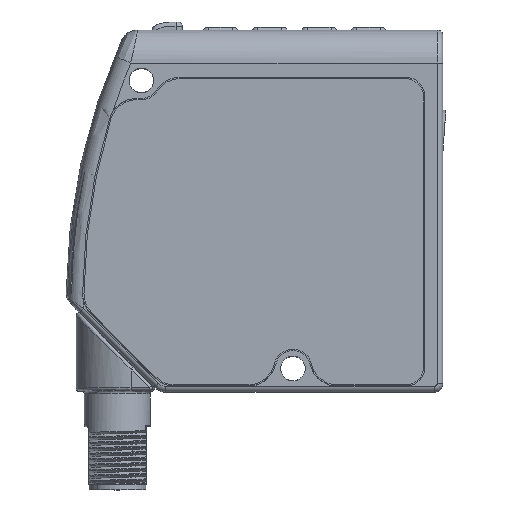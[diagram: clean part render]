
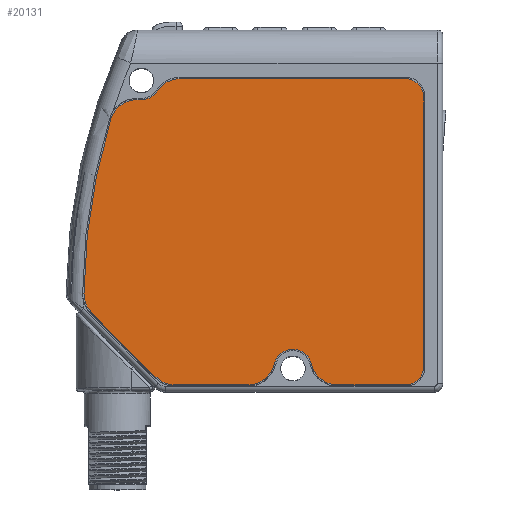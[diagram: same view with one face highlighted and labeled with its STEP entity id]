
A CAD part, top view. The second image highlights one B-rep face of the part: STEP entity #20131.
In plain terms, the highlighted planar face has unit normal (0, 0, 1).
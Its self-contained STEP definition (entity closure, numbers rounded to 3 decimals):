
#4564=CARTESIAN_POINT('',(-31.641,-15.112,19.));
#4565=DIRECTION('',(0.,0.,1.));
#4566=DIRECTION('',(-1.,0.009,0.));
#4567=AXIS2_PLACEMENT_3D('',#4564,#4565,#4566);
#4569=CARTESIAN_POINT('',(75.201,-16.03,19.));
#4570=DIRECTION('',(0.,0.,1.));
#4571=DIRECTION('',(-0.956,0.294,0.));
#4572=AXIS2_PLACEMENT_3D('',#4569,#4570,#4571);
#4574=CARTESIAN_POINT('',(-26.933,15.35,19.));
#4575=DIRECTION('',(0.,0.,1.));
#4576=DIRECTION('',(0.,1.,0.));
#4577=AXIS2_PLACEMENT_3D('',#4574,#4575,#4576);
#4579=DIRECTION('',(-1.,0.,0.));
#4580=VECTOR('',#4579,0.808);
#4581=CARTESIAN_POINT('',(-26.125,20.3,19.));
#4582=LINE('',#4581,#4580);
#4583=CARTESIAN_POINT('',(-26.125,23.8,19.));
#4584=DIRECTION('',(0.,0.,-1.));
#4585=DIRECTION('',(0.839,-0.544,0.));
#4586=AXIS2_PLACEMENT_3D('',#4583,#4584,#4585);
#4588=CARTESIAN_POINT('',(-19.037,19.2,19.));
#4589=DIRECTION('',(0.,0.,1.));
#4590=DIRECTION('',(0.,1.,0.));
#4591=AXIS2_PLACEMENT_3D('',#4588,#4589,#4590);
#4593=DIRECTION('',(-1.,0.,0.));
#4594=VECTOR('',#4593,41.062);
#4595=CARTESIAN_POINT('',(22.025,24.15,19.));
#4596=LINE('',#4595,#4594);
#4597=CARTESIAN_POINT('',(22.025,20.8,19.));
#4598=DIRECTION('',(0.,0.,1.));
#4599=DIRECTION('',(1.,0.,0.));
#4600=AXIS2_PLACEMENT_3D('',#4597,#4598,#4599);
#4602=DIRECTION('',(0.,1.,0.));
#4603=VECTOR('',#4602,49.2);
#4604=CARTESIAN_POINT('',(25.375,-28.4,19.));
#4605=LINE('',#4604,#4603);
#4606=CARTESIAN_POINT('',(22.025,-28.4,19.));
#4607=DIRECTION('',(0.,0.,1.));
#4608=DIRECTION('',(0.,-1.,0.));
#4609=AXIS2_PLACEMENT_3D('',#4606,#4607,#4608);
#4611=DIRECTION('',(1.,0.,0.));
#4612=VECTOR('',#4611,12.278);
#4613=CARTESIAN_POINT('',(9.747,-31.75,19.));
#4614=LINE('',#4613,#4612);
#4615=CARTESIAN_POINT('',(9.747,-26.8,19.));
#4616=DIRECTION('',(0.,0.,1.));
#4617=DIRECTION('',(-0.973,-0.231,0.));
#4618=AXIS2_PLACEMENT_3D('',#4615,#4616,#4617);
#4620=CARTESIAN_POINT('',(1.525,-28.75,19.));
#4621=DIRECTION('',(0.,0.,-1.));
#4622=DIRECTION('',(-0.973,0.231,0.));
#4623=AXIS2_PLACEMENT_3D('',#4620,#4621,#4622);
#4625=CARTESIAN_POINT('',(-6.697,-26.8,19.));
#4626=DIRECTION('',(0.,0.,1.));
#4627=DIRECTION('',(0.,-1.,0.));
#4628=AXIS2_PLACEMENT_3D('',#4625,#4626,#4627);
#4630=DIRECTION('',(1.,0.,0.));
#4631=VECTOR('',#4630,13.256);
#4632=CARTESIAN_POINT('',(-19.953,-31.75,19.));
#4633=LINE('',#4632,#4631);
#4634=CARTESIAN_POINT('',(-19.953,-26.8,19.));
#4635=DIRECTION('',(0.,0.,1.));
#4636=DIRECTION('',(-0.707,-0.707,0.));
#4637=AXIS2_PLACEMENT_3D('',#4634,#4635,#4636);
#4639=DIRECTION('',(0.707,-0.707,0.));
#4640=VECTOR('',#4639,16.529);
#4641=CARTESIAN_POINT('',(-35.141,-18.612,19.));
#4642=LINE('',#4641,#4640);
#12226=CARTESIAN_POINT('',(-36.591,-15.069,19.));
#12227=CARTESIAN_POINT('',(-35.141,-18.612,19.));
#12228=VERTEX_POINT('',#12226);
#12229=VERTEX_POINT('',#12227);
#12230=CARTESIAN_POINT('',(-23.453,-30.3,19.));
#12231=VERTEX_POINT('',#12230);
#12232=CARTESIAN_POINT('',(-19.953,-31.75,19.));
#12233=VERTEX_POINT('',#12232);
#12234=CARTESIAN_POINT('',(-6.697,-31.75,19.));
#12235=VERTEX_POINT('',#12234);
#12236=CARTESIAN_POINT('',(-1.881,-27.942,19.));
#12237=VERTEX_POINT('',#12236);
#12238=CARTESIAN_POINT('',(4.931,-27.942,19.));
#12239=VERTEX_POINT('',#12238);
#12240=CARTESIAN_POINT('',(9.747,-31.75,19.));
#12241=VERTEX_POINT('',#12240);
#12242=CARTESIAN_POINT('',(22.025,-31.75,19.));
#12243=VERTEX_POINT('',#12242);
#12244=CARTESIAN_POINT('',(25.375,-28.4,19.));
#12245=VERTEX_POINT('',#12244);
#12246=CARTESIAN_POINT('',(25.375,20.8,19.));
#12247=VERTEX_POINT('',#12246);
#12248=CARTESIAN_POINT('',(22.025,24.15,19.));
#12249=VERTEX_POINT('',#12248);
#12250=CARTESIAN_POINT('',(-19.037,24.15,19.));
#12251=VERTEX_POINT('',#12250);
#12252=CARTESIAN_POINT('',(-23.189,21.895,19.));
#12253=VERTEX_POINT('',#12252);
#12254=CARTESIAN_POINT('',(-26.125,20.3,19.));
#12255=VERTEX_POINT('',#12254);
#12256=CARTESIAN_POINT('',(-26.933,20.3,19.));
#12257=VERTEX_POINT('',#12256);
#12258=CARTESIAN_POINT('',(-31.665,16.804,19.));
#12259=VERTEX_POINT('',#12258);
#20107=CARTESIAN_POINT('',(4.701,2.297,19.));
#20108=DIRECTION('',(0.,0.,1.));
#20109=DIRECTION('',(1.,0.,0.));
#20110=AXIS2_PLACEMENT_3D('',#20107,#20108,#20109);
#20111=PLANE('',#20110);
#20112=ORIENTED_EDGE('',*,*,#19877,.F.);
#20113=ORIENTED_EDGE('',*,*,#19892,.F.);
#20114=ORIENTED_EDGE('',*,*,#19906,.F.);
#20115=ORIENTED_EDGE('',*,*,#19920,.F.);
#20116=ORIENTED_EDGE('',*,*,#19934,.F.);
#20117=ORIENTED_EDGE('',*,*,#19948,.F.);
#20118=ORIENTED_EDGE('',*,*,#19962,.F.);
#20119=ORIENTED_EDGE('',*,*,#19976,.F.);
#20120=ORIENTED_EDGE('',*,*,#19990,.F.);
#20121=ORIENTED_EDGE('',*,*,#20004,.F.);
#20122=ORIENTED_EDGE('',*,*,#20018,.F.);
#20123=ORIENTED_EDGE('',*,*,#20032,.F.);
#20124=ORIENTED_EDGE('',*,*,#20046,.F.);
#20125=ORIENTED_EDGE('',*,*,#20060,.F.);
#20126=ORIENTED_EDGE('',*,*,#20074,.F.);
#20127=ORIENTED_EDGE('',*,*,#20088,.F.);
#20128=ORIENTED_EDGE('',*,*,#20101,.F.);
#20129=EDGE_LOOP('',(#20112,#20113,#20114,#20115,#20116,#20117,#20118,#20119,
#20120,#20121,#20122,#20123,#20124,#20125,#20126,#20127,#20128));
#20130=FACE_OUTER_BOUND('',#20129,.F.);
#20131=ADVANCED_FACE('',(#20130),#20111,.T.);
#4568=CIRCLE('',#4567,4.95);
#4573=CIRCLE('',#4572,111.796);
#4578=CIRCLE('',#4577,4.95);
#4587=CIRCLE('',#4586,3.5);
#4592=CIRCLE('',#4591,4.95);
#4601=CIRCLE('',#4600,3.35);
#4610=CIRCLE('',#4609,3.35);
#4619=CIRCLE('',#4618,4.95);
#4624=CIRCLE('',#4623,3.5);
#4629=CIRCLE('',#4628,4.95);
#4638=CIRCLE('',#4637,4.95);
#19877=EDGE_CURVE('',#12228,#12229,#4568,.T.);
#19892=EDGE_CURVE('',#12259,#12228,#4573,.T.);
#19906=EDGE_CURVE('',#12257,#12259,#4578,.T.);
#19920=EDGE_CURVE('',#12255,#12257,#4582,.T.);
#19934=EDGE_CURVE('',#12253,#12255,#4587,.T.);
#19948=EDGE_CURVE('',#12251,#12253,#4592,.T.);
#19962=EDGE_CURVE('',#12249,#12251,#4596,.T.);
#19976=EDGE_CURVE('',#12247,#12249,#4601,.T.);
#19990=EDGE_CURVE('',#12245,#12247,#4605,.T.);
#20004=EDGE_CURVE('',#12243,#12245,#4610,.T.);
#20018=EDGE_CURVE('',#12241,#12243,#4614,.T.);
#20032=EDGE_CURVE('',#12239,#12241,#4619,.T.);
#20046=EDGE_CURVE('',#12237,#12239,#4624,.T.);
#20060=EDGE_CURVE('',#12235,#12237,#4629,.T.);
#20074=EDGE_CURVE('',#12233,#12235,#4633,.T.);
#20088=EDGE_CURVE('',#12231,#12233,#4638,.T.);
#20101=EDGE_CURVE('',#12229,#12231,#4642,.T.);
